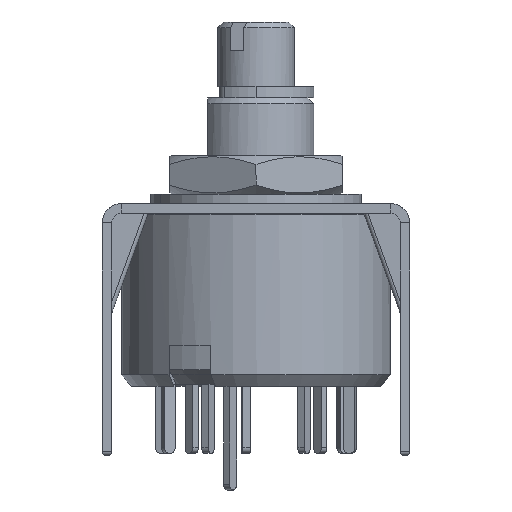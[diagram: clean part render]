
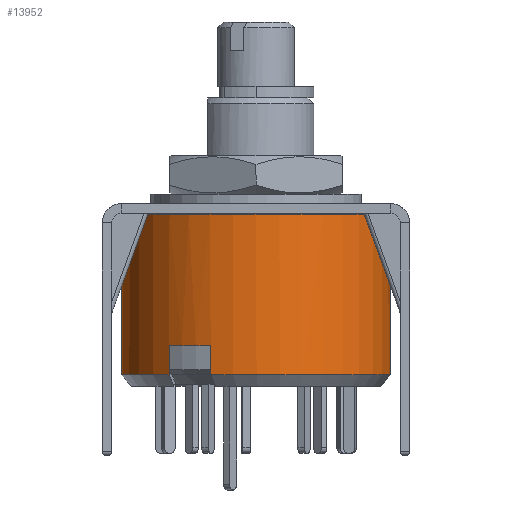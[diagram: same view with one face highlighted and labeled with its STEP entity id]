
A CAD part, front view. The second image highlights one B-rep face of the part: STEP entity #13952.
In plain terms, the highlighted cylindrical face has radius 7 mm (diameter 14 mm), a partial arc.
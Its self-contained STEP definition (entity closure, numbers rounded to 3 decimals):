
#57 = VECTOR ( 'NONE', #13556, 1000. ) ;
#95 = ORIENTED_EDGE ( 'NONE', *, *, #15454, .F. ) ;
#1005 = EDGE_CURVE ( 'NONE', #9234, #14578, #6995, .T. ) ;
#1073 = VERTEX_POINT ( 'NONE', #3711 ) ;
#1160 = VECTOR ( 'NONE', #11174, 1000. ) ;
#2049 = CARTESIAN_POINT ( 'NONE',  ( -7., 0., 9. ) ) ;
#2260 = CARTESIAN_POINT ( 'NONE',  ( -2.361, -6.59, -7.4 ) ) ;
#2413 = CARTESIAN_POINT ( 'NONE',  ( -2.361, -6.59, 9. ) ) ;
#2722 = ORIENTED_EDGE ( 'NONE', *, *, #13521, .F. ) ;
#3132 = LINE ( 'NONE', #2413, #1160 ) ;
#3711 = CARTESIAN_POINT ( 'NONE',  ( -4.526, -5.34, -5.9 ) ) ;
#3893 = VERTEX_POINT ( 'NONE', #12438 ) ;
#4150 = AXIS2_PLACEMENT_3D ( 'NONE', #14624, #14456, #14573 ) ;
#4312 = VERTEX_POINT ( 'NONE', #13445 ) ;
#4474 = CARTESIAN_POINT ( 'NONE',  ( -4.526, -5.34, 9. ) ) ;
#4715 = CIRCLE ( 'NONE', #14706, 7. ) ;
#4966 = DIRECTION ( 'NONE',  ( 0., 0., -1. ) ) ;
#5036 = LINE ( 'NONE', #6185, #9254 ) ;
#5227 = ORIENTED_EDGE ( 'NONE', *, *, #1005, .T. ) ;
#6185 = CARTESIAN_POINT ( 'NONE',  ( 7., 0., 9. ) ) ;
#6359 = CARTESIAN_POINT ( 'NONE',  ( 0., 0., 0.95 ) ) ;
#6592 = CARTESIAN_POINT ( 'NONE',  ( -4.526, -5.34, -7.4 ) ) ;
#6697 = CYLINDRICAL_SURFACE ( 'NONE', #4150, 7. ) ;
#6830 = CARTESIAN_POINT ( 'NONE',  ( 0., 0., -7.4 ) ) ;
#6866 = VERTEX_POINT ( 'NONE', #6592 ) ;
#6995 = LINE ( 'NONE', #2049, #10435 ) ;
#7108 = ORIENTED_EDGE ( 'NONE', *, *, #15464, .T. ) ;
#7213 = DIRECTION ( 'NONE',  ( 0., 0., -1. ) ) ;
#7478 = AXIS2_PLACEMENT_3D ( 'NONE', #6359, #15171, #14003 ) ;
#7636 = EDGE_CURVE ( 'NONE', #12603, #9018, #3132, .T. ) ;
#8086 = CARTESIAN_POINT ( 'NONE',  ( -2.361, -6.59, -5.9 ) ) ;
#9018 = VERTEX_POINT ( 'NONE', #2260 ) ;
#9234 = VERTEX_POINT ( 'NONE', #9293 ) ;
#9254 = VECTOR ( 'NONE', #4966, 1000. ) ;
#9293 = CARTESIAN_POINT ( 'NONE',  ( -7., 0., 0.95 ) ) ;
#10091 = CIRCLE ( 'NONE', #7478, 7. ) ;
#10155 = CARTESIAN_POINT ( 'NONE',  ( 0., 0., -5.9 ) ) ;
#10350 = CIRCLE ( 'NONE', #14395, 7. ) ;
#10435 = VECTOR ( 'NONE', #16245, 1000. ) ;
#11174 = DIRECTION ( 'NONE',  ( 0., 0., -1. ) ) ;
#11385 = DIRECTION ( 'NONE',  ( 0., 0., 1. ) ) ;
#11821 = AXIS2_PLACEMENT_3D ( 'NONE', #10155, #11385, #16591 ) ;
#12017 = ORIENTED_EDGE ( 'NONE', *, *, #13402, .F. ) ;
#12362 = FACE_OUTER_BOUND ( 'NONE', #14988, .T. ) ;
#12438 = CARTESIAN_POINT ( 'NONE',  ( 7., 0., 0.95 ) ) ;
#12603 = VERTEX_POINT ( 'NONE', #8086 ) ;
#13097 = ORIENTED_EDGE ( 'NONE', *, *, #7636, .T. ) ;
#13132 = LINE ( 'NONE', #4474, #57 ) ;
#13402 = EDGE_CURVE ( 'NONE', #4312, #9018, #4715, .T. ) ;
#13445 = CARTESIAN_POINT ( 'NONE',  ( 7., 0., -7.4 ) ) ;
#13521 = EDGE_CURVE ( 'NONE', #6866, #14578, #10350, .T. ) ;
#13556 = DIRECTION ( 'NONE',  ( 0., 0., 1. ) ) ;
#13803 = ORIENTED_EDGE ( 'NONE', *, *, #15407, .T. ) ;
#13952 = ADVANCED_FACE ( 'NONE', ( #12362 ), #6697, .T. ) ;
#14003 = DIRECTION ( 'NONE',  ( -1., 0., 0. ) ) ;
#14330 = CIRCLE ( 'NONE', #11821, 7. ) ;
#14395 = AXIS2_PLACEMENT_3D ( 'NONE', #16237, #7213, #16398 ) ;
#14456 = DIRECTION ( 'NONE',  ( 0., 0., -1. ) ) ;
#14469 = DIRECTION ( 'NONE',  ( 1., 0., 0. ) ) ;
#14573 = DIRECTION ( 'NONE',  ( -1., 0., 0. ) ) ;
#14578 = VERTEX_POINT ( 'NONE', #14804 ) ;
#14624 = CARTESIAN_POINT ( 'NONE',  ( 0., 0., 9. ) ) ;
#14706 = AXIS2_PLACEMENT_3D ( 'NONE', #6830, #14857, #14469 ) ;
#14804 = CARTESIAN_POINT ( 'NONE',  ( -7., 0., -7.4 ) ) ;
#14857 = DIRECTION ( 'NONE',  ( 0., 0., -1. ) ) ;
#14988 = EDGE_LOOP ( 'NONE', ( #95, #7108, #5227, #2722, #15075, #13803, #13097, #12017 ) ) ;
#15075 = ORIENTED_EDGE ( 'NONE', *, *, #15255, .T. ) ;
#15171 = DIRECTION ( 'NONE',  ( 0., 0., -1. ) ) ;
#15255 = EDGE_CURVE ( 'NONE', #6866, #1073, #13132, .T. ) ;
#15407 = EDGE_CURVE ( 'NONE', #1073, #12603, #14330, .T. ) ;
#15454 = EDGE_CURVE ( 'NONE', #3893, #4312, #5036, .T. ) ;
#15464 = EDGE_CURVE ( 'NONE', #3893, #9234, #10091, .T. ) ;
#16237 = CARTESIAN_POINT ( 'NONE',  ( 0., 0., -7.4 ) ) ;
#16245 = DIRECTION ( 'NONE',  ( 0., 0., -1. ) ) ;
#16398 = DIRECTION ( 'NONE',  ( 1., 0., 0. ) ) ;
#16591 = DIRECTION ( 'NONE',  ( -1., 0., 0. ) ) ;
